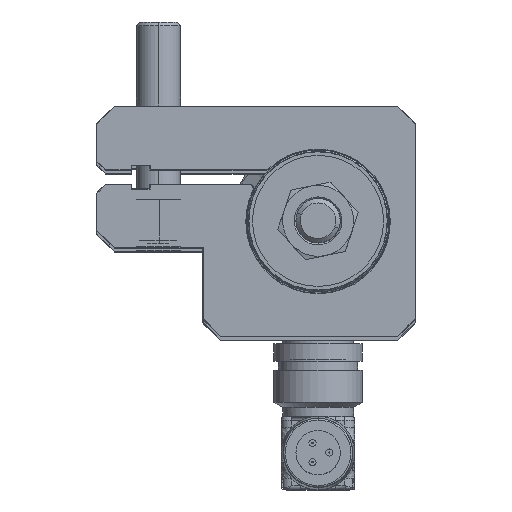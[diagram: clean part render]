
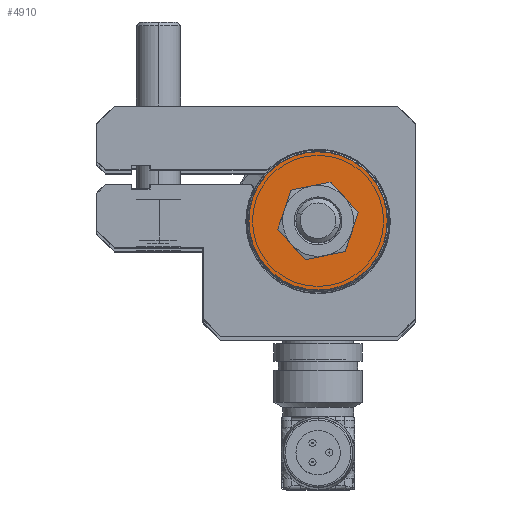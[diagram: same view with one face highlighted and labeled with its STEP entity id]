
A CAD part, top view. The second image highlights one B-rep face of the part: STEP entity #4910.
In plain terms, the highlighted planar face has unit normal (0, 0, 1).
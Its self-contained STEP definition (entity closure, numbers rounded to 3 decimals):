
#4470 = VERTEX_POINT ( 'NONE', #8737 ) ;
#4562 = VERTEX_POINT ( 'NONE', #9000 ) ;
#4564 = EDGE_CURVE ( 'NONE', #4470, #4562, #9032, .T. ) ;
#4900 = ORIENTED_EDGE ( 'NONE', *, *, #4921, .T. ) ;
#4903 = EDGE_LOOP ( 'NONE', ( #4900, #4924 ) ) ;
#4906 = EDGE_CURVE ( 'NONE', #4925, #4917, #13468, .T. ) ;
#4908 = EDGE_CURVE ( 'NONE', #4917, #4925, #13452, .T. ) ;
#4910 = ADVANCED_FACE ( 'NONE', ( #13449, #13500 ), #13502, .T. ) ;
#4911 = EDGE_LOOP ( 'NONE', ( #4912, #4923 ) ) ;
#4912 = ORIENTED_EDGE ( 'NONE', *, *, #4908, .T. ) ;
#4917 = VERTEX_POINT ( 'NONE', #13530 ) ;
#4921 = EDGE_CURVE ( 'NONE', #4562, #4470, #13509, .T. ) ;
#4923 = ORIENTED_EDGE ( 'NONE', *, *, #4906, .T. ) ;
#4924 = ORIENTED_EDGE ( 'NONE', *, *, #4564, .T. ) ;
#4925 = VERTEX_POINT ( 'NONE', #13527 ) ;
#8737 = CARTESIAN_POINT ( 'NONE',  ( 6.012, -4.97, 1. ) ) ;
#9000 = CARTESIAN_POINT ( 'NONE',  ( -6.012, 4.97, 1. ) ) ;
#9016 = DIRECTION ( 'NONE',  ( 0.771, -0.637, 0. ) ) ;
#9017 = DIRECTION ( 'NONE',  ( 0., 0., 1. ) ) ;
#9018 = CARTESIAN_POINT ( 'NONE',  ( 0., 0., 1. ) ) ;
#9025 = AXIS2_PLACEMENT_3D ( 'NONE', #9018, #9017, #9016 ) ;
#9032 = CIRCLE ( 'NONE', #9025, 7.8 ) ;
#13447 = AXIS2_PLACEMENT_3D ( 'NONE', #13478, #13477, #13476 ) ;
#13448 = AXIS2_PLACEMENT_3D ( 'NONE', #13504, #13499, #13498 ) ;
#13449 = FACE_OUTER_BOUND ( 'NONE', #4903, .T. ) ;
#13451 = CARTESIAN_POINT ( 'NONE',  ( 0., 0., 1. ) ) ;
#13452 = CIRCLE ( 'NONE', #13448, 2.75 ) ;
#13468 = CIRCLE ( 'NONE', #13506, 2.75 ) ;
#13471 = DIRECTION ( 'NONE',  ( 0., 0., -1. ) ) ;
#13476 = DIRECTION ( 'NONE',  ( 0.771, -0.637, 0. ) ) ;
#13477 = DIRECTION ( 'NONE',  ( 0., 0., 1. ) ) ;
#13478 = CARTESIAN_POINT ( 'NONE',  ( 0., 0., 1. ) ) ;
#13498 = DIRECTION ( 'NONE',  ( 0.771, -0.637, 0. ) ) ;
#13499 = DIRECTION ( 'NONE',  ( 0., 0., -1. ) ) ;
#13500 = FACE_BOUND ( 'NONE', #4911, .T. ) ;
#13502 = PLANE ( 'NONE',  #13447 ) ;
#13504 = CARTESIAN_POINT ( 'NONE',  ( 0., 0., 1. ) ) ;
#13505 = DIRECTION ( 'NONE',  ( 0.771, -0.637, 0. ) ) ;
#13506 = AXIS2_PLACEMENT_3D ( 'NONE', #13451, #13471, #13505 ) ;
#13509 = CIRCLE ( 'NONE', #13558, 7.8 ) ;
#13527 = CARTESIAN_POINT ( 'NONE',  ( -2.119, 1.752, 1. ) ) ;
#13530 = CARTESIAN_POINT ( 'NONE',  ( 2.119, -1.752, 1. ) ) ;
#13548 = DIRECTION ( 'NONE',  ( 0.771, -0.637, 0. ) ) ;
#13549 = DIRECTION ( 'NONE',  ( 0., 0., 1. ) ) ;
#13550 = CARTESIAN_POINT ( 'NONE',  ( 0., 0., 1. ) ) ;
#13558 = AXIS2_PLACEMENT_3D ( 'NONE', #13550, #13549, #13548 ) ;
